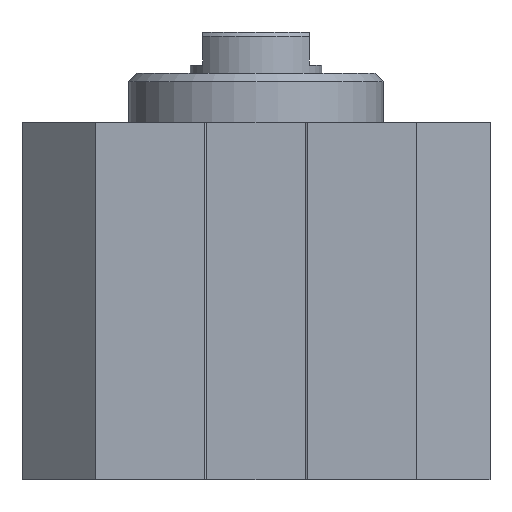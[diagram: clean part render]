
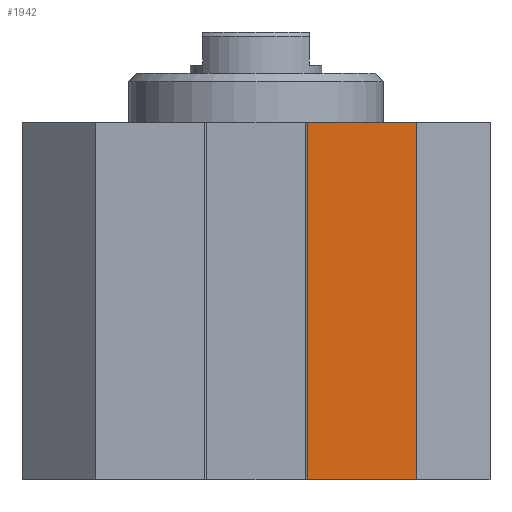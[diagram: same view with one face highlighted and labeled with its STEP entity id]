
A CAD part, front view. The second image highlights one B-rep face of the part: STEP entity #1942.
In plain terms, the highlighted planar face has unit normal (0, -1, 0).
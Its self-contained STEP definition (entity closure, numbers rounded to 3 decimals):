
#52=LINE('',#2905,#194);
#113=LINE('',#3193,#255);
#114=LINE('',#3196,#256);
#115=LINE('',#3197,#257);
#194=VECTOR('',#2289,13.283);
#255=VECTOR('',#2606,43.5);
#256=VECTOR('',#2609,43.5);
#257=VECTOR('',#2610,13.283);
#348=PLANE('',#2148);
#498=FACE_OUTER_BOUND('',#648,.T.);
#648=EDGE_LOOP('',(#1511,#1512,#1513,#1514));
#861=VERTEX_POINT('',#2902);
#862=VERTEX_POINT('',#2904);
#961=VERTEX_POINT('',#3191);
#962=VERTEX_POINT('',#3195);
#1046=EDGE_CURVE('',#862,#861,#52,.T.);
#1175=EDGE_CURVE('',#862,#961,#113,.T.);
#1176=EDGE_CURVE('',#861,#962,#114,.T.);
#1177=EDGE_CURVE('',#962,#961,#115,.T.);
#1511=ORIENTED_EDGE('',*,*,#1175,.F.);
#1512=ORIENTED_EDGE('',*,*,#1046,.T.);
#1513=ORIENTED_EDGE('',*,*,#1176,.T.);
#1514=ORIENTED_EDGE('',*,*,#1177,.T.);
#1942=ADVANCED_FACE('',(#498),#348,.T.);
#2148=AXIS2_PLACEMENT_3D('',#3194,#2607,#2608);
#2289=DIRECTION('',(1.,0.,0.));
#2606=DIRECTION('',(0.,0.,1.));
#2607=DIRECTION('center_axis',(0.,-1.,0.));
#2608=DIRECTION('ref_axis',(0.,0.,-1.));
#2609=DIRECTION('',(0.,0.,1.));
#2610=DIRECTION('',(-1.,0.,0.));
#2902=CARTESIAN_POINT('',(19.583,-28.5,0.));
#2904=CARTESIAN_POINT('',(6.3,-28.5,0.));
#2905=CARTESIAN_POINT('',(6.,-28.5,0.));
#3191=CARTESIAN_POINT('',(6.3,-28.5,43.5));
#3193=CARTESIAN_POINT('',(6.3,-28.5,0.));
#3194=CARTESIAN_POINT('Origin',(19.583,-28.5,0.));
#3195=CARTESIAN_POINT('',(19.583,-28.5,43.5));
#3196=CARTESIAN_POINT('',(19.583,-28.5,0.));
#3197=CARTESIAN_POINT('',(6.,-28.5,43.5));
